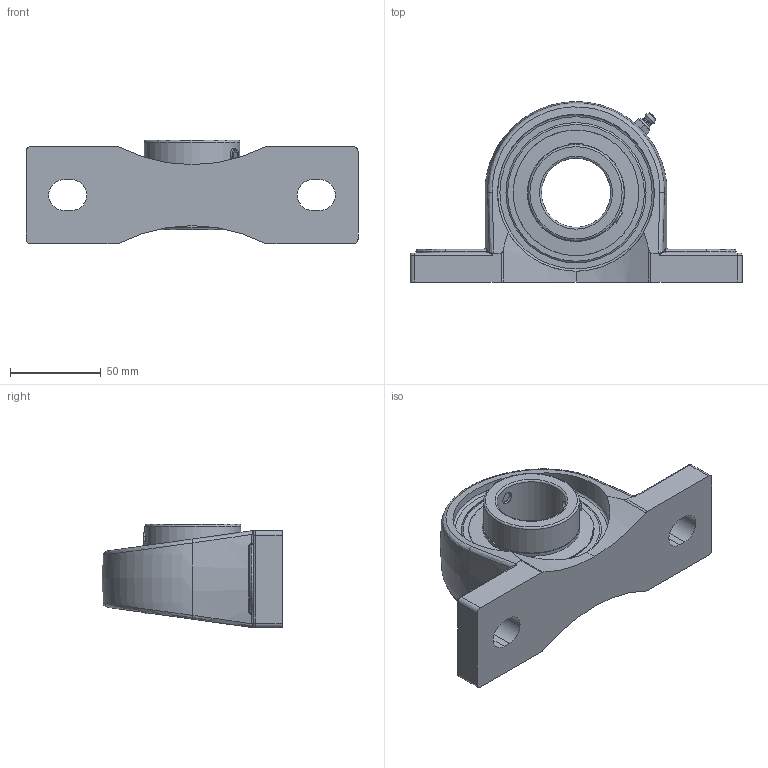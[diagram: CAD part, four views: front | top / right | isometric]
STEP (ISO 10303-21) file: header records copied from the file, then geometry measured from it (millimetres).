
FILE_DESCRIPTION(('HOOPS Exchange Step'),'2;1');
FILE_NAME('export-14F8216E-536F-474F-A2F1-4C348422CFC8.stp','2019-12-13T14:27:36-08:00',('ibuslach'),('Alibre'),'HOOPS Exchange 2019.2','Alibre','Unknown authorisation');
FILE_SCHEMA( ('AP242_MANAGED_MODEL_BASED_3D_ENGINEERING_MIM_LF {1 0 10303 442 1 1 4 }') );
Length unit declared in the file: centimetre
Products named in the file (7): MRN SP 208; UCP ZERK 6mm; SUC 208-24 RACES; SUC 208 SHIELD; SUC 208 SS; MRN SUC 208-24; MRN SUCP 208-24
Assembly tree (8 placements, depth 3):
  MRN SUCP 208-24
    MRN SP 208
    UCP ZERK 6mm
    MRN SUC 208-24
      SUC 208-24 RACES
      SUC 208 SHIELD  x2
      SUC 208 SS  x2
Bounding box: 183 x 99.41 x 56.95 mm (x, y, z)
Volume: 285965.3 mm3; surface area: 81737.5 mm2
Topology: 8 solids, 8 shells, 207 faces, 541 edges, 344 vertices
Faces by surface type: cylinder 67, plane 65, torus 26, bspline 22, cone 18, sphere 9
Full cylindrical faces by diameter (mm): 1.505 x2, 6 x2, 6.782 x4, 38.1 x1, 52.832 x3, 53.594 x2, 69.215 x3, 86.408 x2
Entity records: 14702 total; most frequent: CARTESIAN_POINT 9892, DIRECTION 987, ORIENTED_EDGE 976, EDGE_CURVE 488, AXIS2_PLACEMENT_3D 410, VERTEX_POINT 313, EDGE_LOOP 213, FACE_BOUND 213
